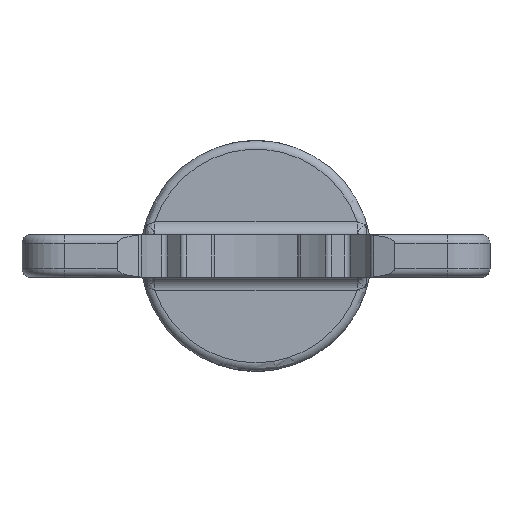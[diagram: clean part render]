
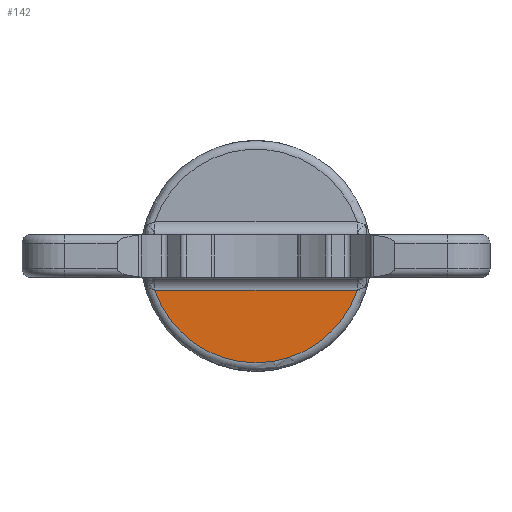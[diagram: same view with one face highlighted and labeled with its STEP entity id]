
A CAD part, left-side view. The second image highlights one B-rep face of the part: STEP entity #142.
In plain terms, the highlighted planar face has unit normal (-1, 0, 0).
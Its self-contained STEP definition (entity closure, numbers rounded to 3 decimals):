
#142 = ADVANCED_FACE( '', ( #348 ), #349, .F. );
#348 = FACE_OUTER_BOUND( '', #724, .T. );
#349 = PLANE( '', #725 );
#724 = EDGE_LOOP( '', ( #2634, #2635 ) );
#725 = AXIS2_PLACEMENT_3D( '', #2636, #2637, #2638 );
#2634 = ORIENTED_EDGE( '', *, *, #3276, .T. );
#2635 = ORIENTED_EDGE( '', *, *, #3277, .T. );
#2636 = CARTESIAN_POINT( '', ( 28.075, 0., 13.5 ) );
#2637 = DIRECTION( '', ( 1., 0., 0. ) );
#2638 = DIRECTION( '', ( 0., 0., -1. ) );
#3276 = EDGE_CURVE( '', #3617, #3618, #3619, .F. );
#3277 = EDGE_CURVE( '', #3618, #3617, #3620, .F. );
#3617 = VERTEX_POINT( '', #4343 );
#3618 = VERTEX_POINT( '', #4344 );
#3619 = CIRCLE( '', #4345, 12.5 );
#3620 = LINE( '', #4346, #4347 );
#4343 = CARTESIAN_POINT( '', ( 28.075, 11.843, -4. ) );
#4344 = CARTESIAN_POINT( '', ( 28.075, -11.843, -4. ) );
#4345 = AXIS2_PLACEMENT_3D( '', #5444, #5445, #5446 );
#4346 = CARTESIAN_POINT( '', ( 28.075, 12.247, -4. ) );
#4347 = VECTOR( '', #5447, 1000. );
#5444 = CARTESIAN_POINT( '', ( 28.075, 0., 0. ) );
#5445 = DIRECTION( '', ( 1., 0., 0. ) );
#5446 = DIRECTION( '', ( 0., 0., -1. ) );
#5447 = DIRECTION( '', ( 0., -1., 0. ) );
